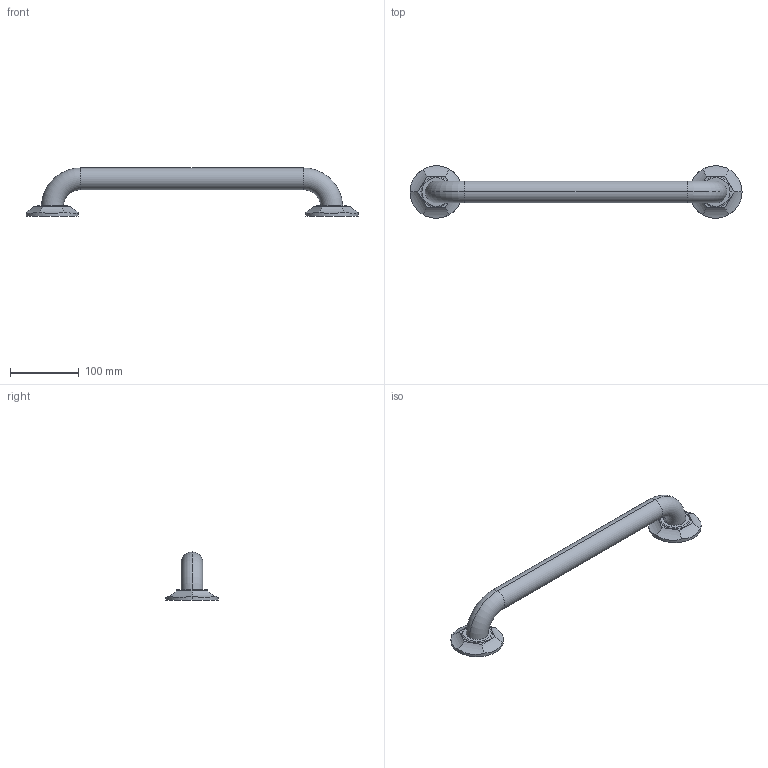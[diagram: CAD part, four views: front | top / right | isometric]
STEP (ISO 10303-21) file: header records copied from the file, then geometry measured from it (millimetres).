
FILE_DESCRIPTION((''),'2;1');
FILE_NAME('1200-3916_SW0001','2021-07-09T14:38:42',('jinson.thomas'),(''),'CREO PARAMETRIC BY PTC INC, 2018400','CREO PARAMETRIC BY PTC INC, 2018400','');
FILE_SCHEMA(('CONFIG_CONTROL_DESIGN'));
Length unit declared in the file: inch
Products named in the file (1): 1200-3916_SW0001
Bounding box: 482.6 x 76.2 x 69.85 mm (x, y, z)
Volume: 451640.2 mm3; surface area: 64973.5 mm2
Topology: 1 solids, 1 shells, 36 faces, 78 edges, 48 vertices
Faces by surface type: cylinder 22, torus 8, plane 6
Entity records: 1330 total; most frequent: CARTESIAN_POINT 534, ORIENTED_EDGE 156, DIRECTION 150, EDGE_CURVE 78, AXIS2_PLACEMENT_3D 64, VERTEX_POINT 48, EDGE_LOOP 40, FACE_OUTER_BOUND 36
